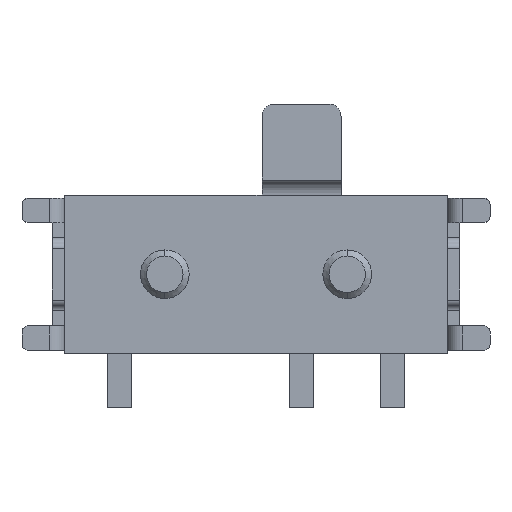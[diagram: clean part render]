
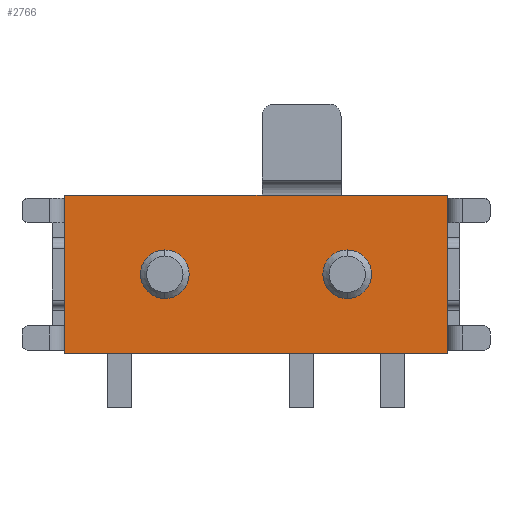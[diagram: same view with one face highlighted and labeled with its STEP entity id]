
A CAD part, front view. The second image highlights one B-rep face of the part: STEP entity #2766.
In plain terms, the highlighted planar face has unit normal (0, -1, 0).
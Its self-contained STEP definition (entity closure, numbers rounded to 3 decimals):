
#25 = CIRCLE ( 'NONE', #1501, 0.4 ) ;
#27 = DIRECTION ( 'NONE',  ( 0., -1., 0. ) ) ;
#169 = CARTESIAN_POINT ( 'NONE',  ( -3.15, 0., -1.3 ) ) ;
#195 = VECTOR ( 'NONE', #3506, 1000. ) ;
#368 = LINE ( 'NONE', #3932, #195 ) ;
#461 = CIRCLE ( 'NONE', #4156, 0.4 ) ;
#515 = CARTESIAN_POINT ( 'NONE',  ( 3.15, 0., 1.3 ) ) ;
#548 = VERTEX_POINT ( 'NONE', #836 ) ;
#645 = EDGE_CURVE ( 'NONE', #5690, #3393, #25, .T. ) ;
#716 = FACE_BOUND ( 'NONE', #4549, .T. ) ;
#770 = CARTESIAN_POINT ( 'NONE',  ( 3.15, 0., 1.3 ) ) ;
#775 = DIRECTION ( 'NONE',  ( 0., 0., -1. ) ) ;
#823 = VECTOR ( 'NONE', #2778, 1000. ) ;
#833 = ORIENTED_EDGE ( 'NONE', *, *, #1596, .F. ) ;
#836 = CARTESIAN_POINT ( 'NONE',  ( 1.5, 0., 0.4 ) ) ;
#915 = CARTESIAN_POINT ( 'NONE',  ( 3.15, 0., -1.3 ) ) ;
#1033 = DIRECTION ( 'NONE',  ( 0., 0., -1. ) ) ;
#1060 = VERTEX_POINT ( 'NONE', #6002 ) ;
#1109 = AXIS2_PLACEMENT_3D ( 'NONE', #5381, #3308, #775 ) ;
#1314 = CIRCLE ( 'NONE', #5450, 0.4 ) ;
#1425 = VERTEX_POINT ( 'NONE', #5392 ) ;
#1501 = AXIS2_PLACEMENT_3D ( 'NONE', #6073, #4497, #1033 ) ;
#1555 = ORIENTED_EDGE ( 'NONE', *, *, #2257, .F. ) ;
#1559 = AXIS2_PLACEMENT_3D ( 'NONE', #4365, #3743, #3715 ) ;
#1596 = EDGE_CURVE ( 'NONE', #1425, #548, #1314, .T. ) ;
#1662 = EDGE_LOOP ( 'NONE', ( #4666, #6136, #4778, #4347 ) ) ;
#1822 = LINE ( 'NONE', #770, #823 ) ;
#2041 = DIRECTION ( 'NONE',  ( 0., 0., -1. ) ) ;
#2254 = VERTEX_POINT ( 'NONE', #515 ) ;
#2257 = EDGE_CURVE ( 'NONE', #548, #1425, #461, .T. ) ;
#2359 = PLANE ( 'NONE',  #1109 ) ;
#2510 = VERTEX_POINT ( 'NONE', #3280 ) ;
#2538 = CARTESIAN_POINT ( 'NONE',  ( 1.5, 0., 0. ) ) ;
#2667 = DIRECTION ( 'NONE',  ( -1., 0., 0. ) ) ;
#2766 = ADVANCED_FACE ( 'NONE', ( #716, #4309, #3218 ), #2359, .T. ) ;
#2770 = EDGE_LOOP ( 'NONE', ( #5250, #4217 ) ) ;
#2778 = DIRECTION ( 'NONE',  ( 0., 0., -1. ) ) ;
#3023 = VECTOR ( 'NONE', #2667, 1000. ) ;
#3218 = FACE_OUTER_BOUND ( 'NONE', #1662, .T. ) ;
#3233 = EDGE_CURVE ( 'NONE', #2510, #1060, #3270, .T. ) ;
#3270 = LINE ( 'NONE', #3333, #4917 ) ;
#3280 = CARTESIAN_POINT ( 'NONE',  ( -3.15, 0., -1.3 ) ) ;
#3308 = DIRECTION ( 'NONE',  ( 0., -1., 0. ) ) ;
#3333 = CARTESIAN_POINT ( 'NONE',  ( -3.15, 0., 1.3 ) ) ;
#3393 = VERTEX_POINT ( 'NONE', #5734 ) ;
#3506 = DIRECTION ( 'NONE',  ( 1., 0., 0. ) ) ;
#3617 = CARTESIAN_POINT ( 'NONE',  ( 1.5, 0., 0. ) ) ;
#3652 = DIRECTION ( 'NONE',  ( 0., 0., -1. ) ) ;
#3715 = DIRECTION ( 'NONE',  ( 0., 0., -1. ) ) ;
#3743 = DIRECTION ( 'NONE',  ( 0., -1., 0. ) ) ;
#3745 = DIRECTION ( 'NONE',  ( 0., -1., 0. ) ) ;
#3932 = CARTESIAN_POINT ( 'NONE',  ( -3.15, 0., 1.3 ) ) ;
#4156 = AXIS2_PLACEMENT_3D ( 'NONE', #2538, #27, #2041 ) ;
#4217 = ORIENTED_EDGE ( 'NONE', *, *, #5071, .F. ) ;
#4309 = FACE_BOUND ( 'NONE', #2770, .T. ) ;
#4347 = ORIENTED_EDGE ( 'NONE', *, *, #5884, .F. ) ;
#4365 = CARTESIAN_POINT ( 'NONE',  ( -1.5, 0., 0. ) ) ;
#4497 = DIRECTION ( 'NONE',  ( 0., -1., 0. ) ) ;
#4549 = EDGE_LOOP ( 'NONE', ( #1555, #833 ) ) ;
#4666 = ORIENTED_EDGE ( 'NONE', *, *, #5148, .F. ) ;
#4725 = CIRCLE ( 'NONE', #1559, 0.4 ) ;
#4778 = ORIENTED_EDGE ( 'NONE', *, *, #3233, .F. ) ;
#4865 = VERTEX_POINT ( 'NONE', #915 ) ;
#4888 = CARTESIAN_POINT ( 'NONE',  ( -1.5, 0., 0.4 ) ) ;
#4917 = VECTOR ( 'NONE', #5371, 1000. ) ;
#5071 = EDGE_CURVE ( 'NONE', #3393, #5690, #4725, .T. ) ;
#5148 = EDGE_CURVE ( 'NONE', #2254, #4865, #1822, .T. ) ;
#5213 = EDGE_CURVE ( 'NONE', #1060, #2254, #368, .T. ) ;
#5250 = ORIENTED_EDGE ( 'NONE', *, *, #645, .F. ) ;
#5371 = DIRECTION ( 'NONE',  ( 0., 0., 1. ) ) ;
#5381 = CARTESIAN_POINT ( 'NONE',  ( 0., 0., 0. ) ) ;
#5392 = CARTESIAN_POINT ( 'NONE',  ( 1.5, 0., -0.4 ) ) ;
#5450 = AXIS2_PLACEMENT_3D ( 'NONE', #3617, #3745, #3652 ) ;
#5690 = VERTEX_POINT ( 'NONE', #4888 ) ;
#5734 = CARTESIAN_POINT ( 'NONE',  ( -1.5, 0., -0.4 ) ) ;
#5884 = EDGE_CURVE ( 'NONE', #4865, #2510, #6244, .T. ) ;
#6002 = CARTESIAN_POINT ( 'NONE',  ( -3.15, 0., 1.3 ) ) ;
#6073 = CARTESIAN_POINT ( 'NONE',  ( -1.5, 0., 0. ) ) ;
#6136 = ORIENTED_EDGE ( 'NONE', *, *, #5213, .F. ) ;
#6244 = LINE ( 'NONE', #169, #3023 ) ;
